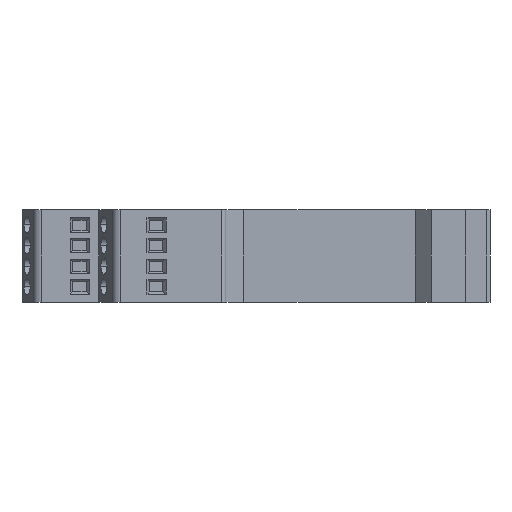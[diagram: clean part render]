
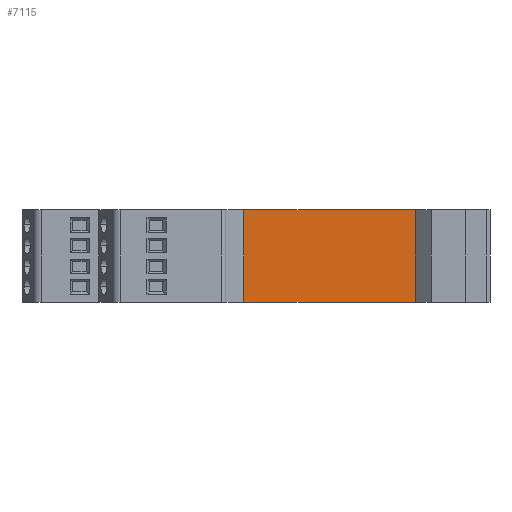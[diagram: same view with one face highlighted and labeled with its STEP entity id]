
A CAD part, left-side view. The second image highlights one B-rep face of the part: STEP entity #7115.
In plain terms, the highlighted planar face has unit normal (-1, 0, 0).
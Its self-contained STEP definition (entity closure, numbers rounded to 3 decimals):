
#139=DIRECTION('',(0.,-1.,0.));
#140=VECTOR('',#139,41.598);
#141=CARTESIAN_POINT('',(1970.539,-4022.408,0.));
#142=LINE('',#141,#140);
#321=DIRECTION('',(0.,0.,-1.));
#322=VECTOR('',#321,22.5);
#323=CARTESIAN_POINT('',(1970.539,-4022.408,0.));
#324=LINE('',#323,#322);
#325=DIRECTION('',(0.,0.,-1.));
#326=VECTOR('',#325,22.5);
#327=CARTESIAN_POINT('',(1970.539,-4064.006,0.));
#328=LINE('',#327,#326);
#887=DIRECTION('',(0.,-1.,0.));
#888=VECTOR('',#887,41.598);
#889=CARTESIAN_POINT('',(1970.539,-4022.408,-22.5));
#890=LINE('',#889,#888);
#5517=CARTESIAN_POINT('',(1970.539,-4022.408,0.));
#5518=VERTEX_POINT('',#5517);
#5519=CARTESIAN_POINT('',(1970.539,-4064.006,0.));
#5520=VERTEX_POINT('',#5519);
#5597=CARTESIAN_POINT('',(1970.539,-4022.408,
-22.5));
#5598=VERTEX_POINT('',#5597);
#5599=CARTESIAN_POINT('',(1970.539,-4064.006,
-22.5));
#5600=VERTEX_POINT('',#5599);
#7102=CARTESIAN_POINT('',(1970.539,-4022.408,0.));
#7103=DIRECTION('',(-1.,0.,0.));
#7104=DIRECTION('',(0.,-1.,0.));
#7105=AXIS2_PLACEMENT_3D('',#7102,#7103,#7104);
#7106=PLANE('',#7105);
#7107=ORIENTED_EDGE('',*,*,#6938,.T.);
#7109=ORIENTED_EDGE('',*,*,#7108,.T.);
#7111=ORIENTED_EDGE('',*,*,#7110,.F.);
#7112=ORIENTED_EDGE('',*,*,#7094,.F.);
#7113=EDGE_LOOP('',(#7107,#7109,#7111,#7112));
#7114=FACE_OUTER_BOUND('',#7113,.F.);
#7115=ADVANCED_FACE('',(#7114),#7106,.T.);
#6938=EDGE_CURVE('',#5518,#5520,#142,.T.);
#7094=EDGE_CURVE('',#5518,#5598,#324,.T.);
#7108=EDGE_CURVE('',#5520,#5600,#328,.T.);
#7110=EDGE_CURVE('',#5598,#5600,#890,.T.);
